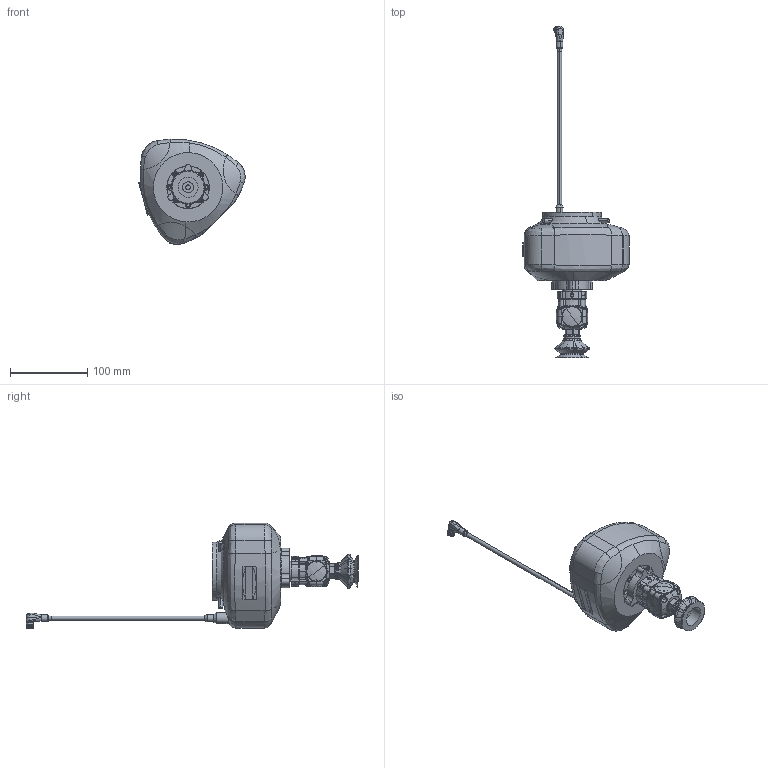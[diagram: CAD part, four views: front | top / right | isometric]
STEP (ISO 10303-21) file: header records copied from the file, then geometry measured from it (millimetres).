
FILE_DESCRIPTION(('STEP AP203'),'1');
FILE_NAME('10_03_01_00623.stp','2024-11-18T14:50:43',('TraceParts'),('TraceParts S.A.'),'Spatial InterOp 3D',' ',' ');
FILE_SCHEMA(('CONFIG_CONTROL_DESIGN'));
Length unit declared in the file: millimetre
Products named in the file (1): 1
Bounding box: 137.84 x 430.93 x 136.85 mm (x, y, z)
Volume: 1035911.8 mm3; surface area: 149716.2 mm2
Topology: 43 solids, 43 shells, 4349 faces, 10720 edges, 6528 vertices
Faces by surface type: cylinder 1121, bspline 1114, plane 1111, torus 508, cone 375, sphere 120
Entity records: 184024 total; most frequent: CARTESIAN_POINT 89149, ORIENTED_EDGE 21180, DIRECTION 17907, EDGE_CURVE 10590, AXIS2_PLACEMENT_3D 7113, VERTEX_POINT 6528, EDGE_LOOP 4632, ADVANCED_FACE 4349
